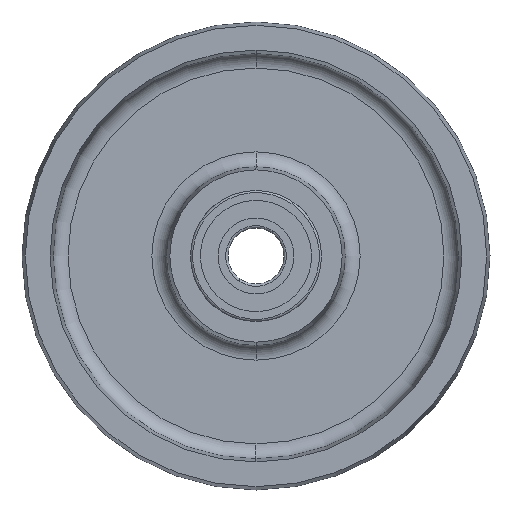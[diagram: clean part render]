
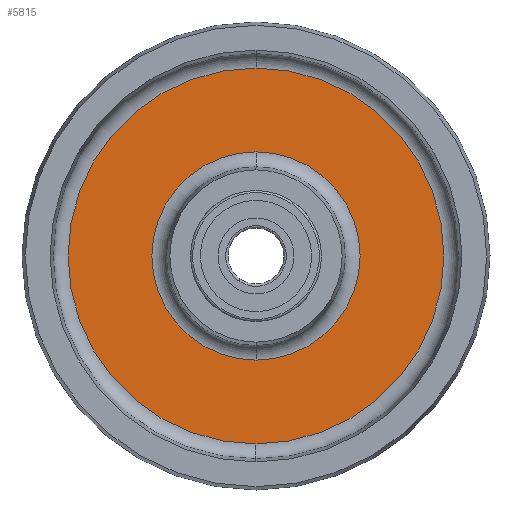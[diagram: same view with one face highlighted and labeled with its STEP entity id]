
A CAD part, left-side view. The second image highlights one B-rep face of the part: STEP entity #5815.
In plain terms, the highlighted planar face has unit normal (-1, 0, 0).
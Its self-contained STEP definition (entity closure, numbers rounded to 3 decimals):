
#81 = CARTESIAN_POINT ( 'NONE',  ( -3., 53.863, 0. ) ) ;
#152 = DIRECTION ( 'NONE',  ( 1., 0., 0. ) ) ;
#433 = EDGE_CURVE ( 'NONE', #1027, #1894, #2169, .T. ) ;
#532 = CARTESIAN_POINT ( 'NONE',  ( -3., 0., 50.197 ) ) ;
#592 = CIRCLE ( 'NONE', #1448, 50.197 ) ;
#724 = EDGE_CURVE ( 'NONE', #4933, #1885, #1061, .T. ) ;
#808 = EDGE_CURVE ( 'NONE', #1885, #4933, #4620, .T. ) ;
#915 = AXIS2_PLACEMENT_3D ( 'NONE', #81, #5530, #6449 ) ;
#992 = CARTESIAN_POINT ( 'NONE',  ( -3., 0., 27.803 ) ) ;
#1027 = VERTEX_POINT ( 'NONE', #5576 ) ;
#1061 = CIRCLE ( 'NONE', #5028, 27.803 ) ;
#1095 = CARTESIAN_POINT ( 'NONE',  ( -3., 0., 0. ) ) ;
#1137 = DIRECTION ( 'NONE',  ( 1., 0., 0. ) ) ;
#1217 = AXIS2_PLACEMENT_3D ( 'NONE', #5119, #5215, #5089 ) ;
#1448 = AXIS2_PLACEMENT_3D ( 'NONE', #1463, #2396, #5965 ) ;
#1463 = CARTESIAN_POINT ( 'NONE',  ( -3., 0., 0. ) ) ;
#1885 = VERTEX_POINT ( 'NONE', #992 ) ;
#1894 = VERTEX_POINT ( 'NONE', #532 ) ;
#1941 = FACE_OUTER_BOUND ( 'NONE', #4382, .T. ) ;
#2169 = CIRCLE ( 'NONE', #1217, 50.197 ) ;
#2396 = DIRECTION ( 'NONE',  ( -1., 0., 0. ) ) ;
#2810 = FACE_BOUND ( 'NONE', #3277, .T. ) ;
#3277 = EDGE_LOOP ( 'NONE', ( #5357, #3847 ) ) ;
#3525 = CARTESIAN_POINT ( 'NONE',  ( -3., 0., -27.803 ) ) ;
#3847 = ORIENTED_EDGE ( 'NONE', *, *, #724, .T. ) ;
#4145 = DIRECTION ( 'NONE',  ( 0., 0., 1. ) ) ;
#4382 = EDGE_LOOP ( 'NONE', ( #5412, #5467 ) ) ;
#4620 = CIRCLE ( 'NONE', #5343, 27.803 ) ;
#4806 = PLANE ( 'NONE',  #915 ) ;
#4933 = VERTEX_POINT ( 'NONE', #3525 ) ;
#5028 = AXIS2_PLACEMENT_3D ( 'NONE', #1095, #1137, #4145 ) ;
#5089 = DIRECTION ( 'NONE',  ( 0., 0., 1. ) ) ;
#5119 = CARTESIAN_POINT ( 'NONE',  ( -3., 0., 0. ) ) ;
#5215 = DIRECTION ( 'NONE',  ( -1., 0., 0. ) ) ;
#5343 = AXIS2_PLACEMENT_3D ( 'NONE', #6199, #152, #5695 ) ;
#5357 = ORIENTED_EDGE ( 'NONE', *, *, #808, .T. ) ;
#5412 = ORIENTED_EDGE ( 'NONE', *, *, #6214, .T. ) ;
#5467 = ORIENTED_EDGE ( 'NONE', *, *, #433, .T. ) ;
#5530 = DIRECTION ( 'NONE',  ( -1., 0., 0. ) ) ;
#5576 = CARTESIAN_POINT ( 'NONE',  ( -3., 0., -50.197 ) ) ;
#5695 = DIRECTION ( 'NONE',  ( 0., 0., 1. ) ) ;
#5815 = ADVANCED_FACE ( 'NONE', ( #2810, #1941 ), #4806, .T. ) ;
#5965 = DIRECTION ( 'NONE',  ( 0., 0., 1. ) ) ;
#6199 = CARTESIAN_POINT ( 'NONE',  ( -3., 0., 0. ) ) ;
#6214 = EDGE_CURVE ( 'NONE', #1894, #1027, #592, .T. ) ;
#6449 = DIRECTION ( 'NONE',  ( 0., 0., 1. ) ) ;
